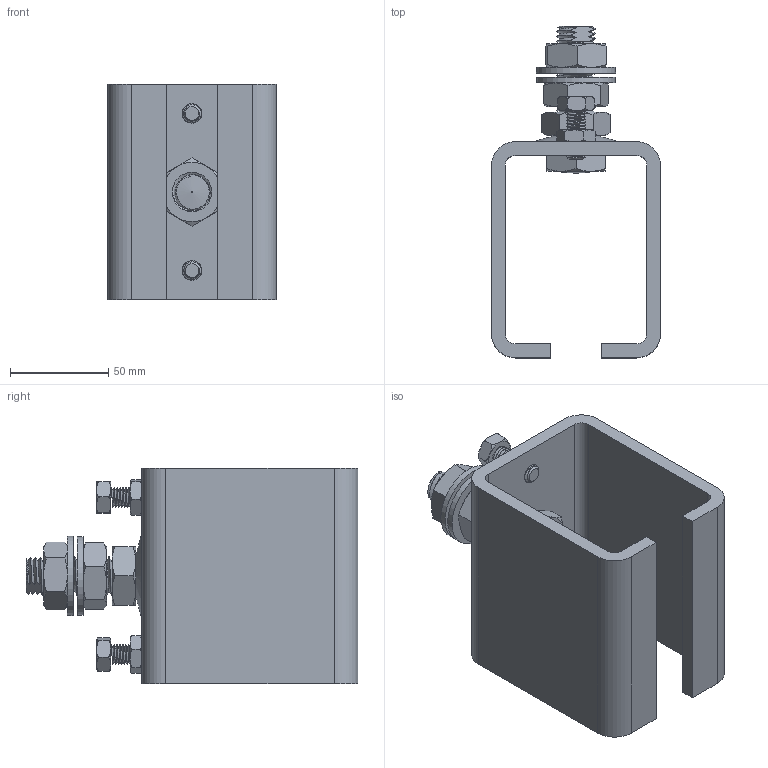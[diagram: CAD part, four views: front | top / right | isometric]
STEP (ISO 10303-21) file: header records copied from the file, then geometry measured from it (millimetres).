
FILE_DESCRIPTION((''),'2;1');
FILE_NAME('8578MC.stp','2010-06-01T11:33:51',('Giuliano'),(''),'Autodesk Inventor 2010','Autodesk Inventor 2010','');
FILE_SCHEMA(('AUTOMOTIVE_DESIGN { 1 0 10303 214 1 1 1 1 }'));
Length unit declared in the file: millimetre
Products named in the file (7): 8578MC; 16046; VIS TH M10x25; JIS B 1181 normal Classe 3  (Taraudage usuel - Métrique) Classe 3 normal M10; 14979; 15748; JIS B 1181 normal Classe 3  (Taraudage usuel - Métrique) Classe 3 normal M20
Assembly tree (12 placements, depth 2):
  8578MC
    16046
    VIS TH M10x25  x2
    JIS B 1181 normal Classe 3  (Taraudage usuel - Métrique) Classe 3 normal M10  x2
    14979
    15748  x2
    JIS B 1181 normal Classe 3  (Taraudage usuel - Métrique) Classe 3 normal M20  x4
Bounding box: 86 x 169 x 110 mm (x, y, z)
Volume: 304337.2 mm3; surface area: 108434.7 mm2
Topology: 12 solids, 12 shells, 244 faces, 572 edges, 354 vertices
Faces by surface type: plane 99, cone 91, bspline 32, cylinder 21, sphere 1
Full cylindrical faces by diameter (mm): 20.1 x2, 40.3 x2
Entity records: 10355 total; most frequent: CARTESIAN_POINT 7414, ORIENTED_EDGE 606, DIRECTION 494, EDGE_CURVE 303, VERTEX_POINT 201, AXIS2_PLACEMENT_3D 198, EDGE_LOOP 162, FACE_OUTER_BOUND 132
